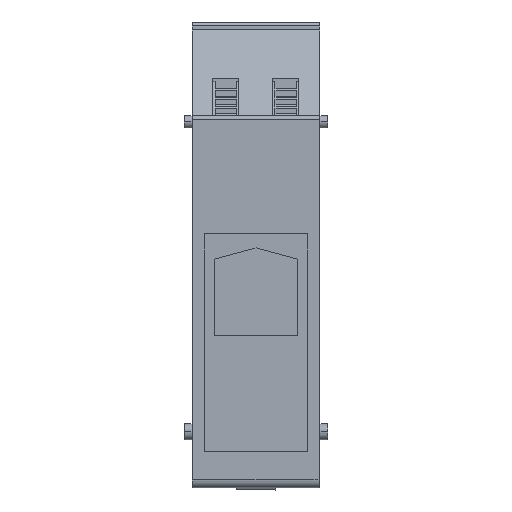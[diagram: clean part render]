
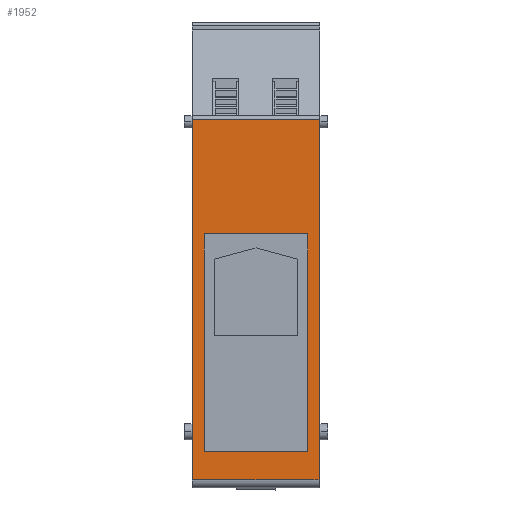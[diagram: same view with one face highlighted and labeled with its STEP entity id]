
A CAD part, front view. The second image highlights one B-rep face of the part: STEP entity #1952.
In plain terms, the highlighted planar face has unit normal (0, -1, 0).
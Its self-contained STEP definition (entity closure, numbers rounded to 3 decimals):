
#1895=AXIS2_PLACEMENT_3D('Plane Axis2P3D',#1892,#1893,#1894) ;
#326=CARTESIAN_POINT('Vertex',(2.,0.,2.538)) ;
#329=CARTESIAN_POINT('Line Origine',(2.,0.,47.575)) ;
#333=CARTESIAN_POINT('Vertex',(2.,0.,92.613)) ;
#1852=CARTESIAN_POINT('Vertex',(34.,0.,2.538)) ;
#1855=CARTESIAN_POINT('Line Origine',(17.39,0.,2.538)) ;
#1859=CARTESIAN_POINT('Vertex',(33.5,0.,2.538)) ;
#1862=CARTESIAN_POINT('Line Origine',(17.39,0.,2.538)) ;
#1866=CARTESIAN_POINT('Vertex',(32.5,0.,2.538)) ;
#1869=CARTESIAN_POINT('Line Origine',(17.39,0.,2.538)) ;
#1873=CARTESIAN_POINT('Vertex',(18.,0.,2.538)) ;
#1876=CARTESIAN_POINT('Line Origine',(17.39,0.,2.538)) ;
#1892=CARTESIAN_POINT('Axis2P3D Location',(34.,0.,2.537)) ;
#1897=CARTESIAN_POINT('Line Origine',(34.,0.,47.575)) ;
#1901=CARTESIAN_POINT('Vertex',(34.,0.,92.613)) ;
#1904=CARTESIAN_POINT('Line Origine',(18.,0.,92.613)) ;
#1918=CARTESIAN_POINT('Line Origine',(31.,0.,36.788)) ;
#1922=CARTESIAN_POINT('Vertex',(31.,0.,9.538)) ;
#1924=CARTESIAN_POINT('Vertex',(31.,0.,64.038)) ;
#1927=CARTESIAN_POINT('Line Origine',(18.,0.,9.538)) ;
#1931=CARTESIAN_POINT('Vertex',(5.,0.,9.538)) ;
#1934=CARTESIAN_POINT('Line Origine',(5.,0.,36.788)) ;
#1938=CARTESIAN_POINT('Vertex',(5.,0.,64.038)) ;
#1941=CARTESIAN_POINT('Line Origine',(18.,0.,64.038)) ;
#330=DIRECTION('Vector Direction',(0.,0.,1.)) ;
#1856=DIRECTION('Vector Direction',(1.,0.,0.)) ;
#1863=DIRECTION('Vector Direction',(1.,0.,0.)) ;
#1870=DIRECTION('Vector Direction',(1.,0.,0.)) ;
#1877=DIRECTION('Vector Direction',(1.,0.,0.)) ;
#1893=DIRECTION('Axis2P3D Direction',(0.,-1.,0.)) ;
#1894=DIRECTION('Axis2P3D XDirection',(0.,0.,1.)) ;
#1898=DIRECTION('Vector Direction',(0.,0.,1.)) ;
#1905=DIRECTION('Vector Direction',(1.,0.,0.)) ;
#1919=DIRECTION('Vector Direction',(0.,0.,1.)) ;
#1928=DIRECTION('Vector Direction',(1.,0.,0.)) ;
#1935=DIRECTION('Vector Direction',(0.,0.,-1.)) ;
#1942=DIRECTION('Vector Direction',(-1.,0.,0.)) ;
#331=VECTOR('Line Direction',#330,1.) ;
#1857=VECTOR('Line Direction',#1856,1.) ;
#1864=VECTOR('Line Direction',#1863,1.) ;
#1871=VECTOR('Line Direction',#1870,1.) ;
#1878=VECTOR('Line Direction',#1877,1.) ;
#1899=VECTOR('Line Direction',#1898,1.) ;
#1906=VECTOR('Line Direction',#1905,1.) ;
#1920=VECTOR('Line Direction',#1919,1.) ;
#1929=VECTOR('Line Direction',#1928,1.) ;
#1936=VECTOR('Line Direction',#1935,1.) ;
#1943=VECTOR('Line Direction',#1942,1.) ;
#1910=ORIENTED_EDGE('',*,*,#1875,.F.) ;
#1911=ORIENTED_EDGE('',*,*,#1868,.F.) ;
#1912=ORIENTED_EDGE('',*,*,#1861,.F.) ;
#1913=ORIENTED_EDGE('',*,*,#1903,.F.) ;
#1914=ORIENTED_EDGE('',*,*,#1908,.T.) ;
#1915=ORIENTED_EDGE('',*,*,#335,.F.) ;
#1916=ORIENTED_EDGE('',*,*,#1880,.F.) ;
#1947=ORIENTED_EDGE('',*,*,#1926,.F.) ;
#1948=ORIENTED_EDGE('',*,*,#1933,.F.) ;
#1949=ORIENTED_EDGE('',*,*,#1940,.F.) ;
#1950=ORIENTED_EDGE('',*,*,#1945,.F.) ;
#1951=FACE_BOUND('',#1946,.T.) ;
#1952=ADVANCED_FACE('ISGH',(#1917,#1951),#1896,.T.) ;
#335=EDGE_CURVE('',#327,#334,#332,.T.) ;
#1861=EDGE_CURVE('',#1853,#1860,#1858,.F.) ;
#1868=EDGE_CURVE('',#1860,#1867,#1865,.F.) ;
#1875=EDGE_CURVE('',#1867,#1874,#1872,.F.) ;
#1880=EDGE_CURVE('',#1874,#327,#1879,.F.) ;
#1903=EDGE_CURVE('',#1902,#1853,#1900,.F.) ;
#1908=EDGE_CURVE('',#1902,#334,#1907,.F.) ;
#1926=EDGE_CURVE('',#1923,#1925,#1921,.T.) ;
#1933=EDGE_CURVE('',#1932,#1923,#1930,.T.) ;
#1940=EDGE_CURVE('',#1939,#1932,#1937,.T.) ;
#1945=EDGE_CURVE('',#1925,#1939,#1944,.T.) ;
#1909=EDGE_LOOP('',(#1910,#1911,#1912,#1913,#1914,#1915,#1916)) ;
#1946=EDGE_LOOP('',(#1947,#1948,#1949,#1950)) ;
#1917=FACE_OUTER_BOUND('',#1909,.T.) ;
#332=LINE('Line',#329,#331) ;
#1858=LINE('Line',#1855,#1857) ;
#1865=LINE('Line',#1862,#1864) ;
#1872=LINE('Line',#1869,#1871) ;
#1879=LINE('Line',#1876,#1878) ;
#1900=LINE('Line',#1897,#1899) ;
#1907=LINE('Line',#1904,#1906) ;
#1921=LINE('Line',#1918,#1920) ;
#1930=LINE('Line',#1927,#1929) ;
#1937=LINE('Line',#1934,#1936) ;
#1944=LINE('Line',#1941,#1943) ;
#1896=PLANE('',#1895) ;
#327=VERTEX_POINT('',#326) ;
#334=VERTEX_POINT('',#333) ;
#1853=VERTEX_POINT('',#1852) ;
#1860=VERTEX_POINT('',#1859) ;
#1867=VERTEX_POINT('',#1866) ;
#1874=VERTEX_POINT('',#1873) ;
#1902=VERTEX_POINT('',#1901) ;
#1923=VERTEX_POINT('',#1922) ;
#1925=VERTEX_POINT('',#1924) ;
#1932=VERTEX_POINT('',#1931) ;
#1939=VERTEX_POINT('',#1938) ;
